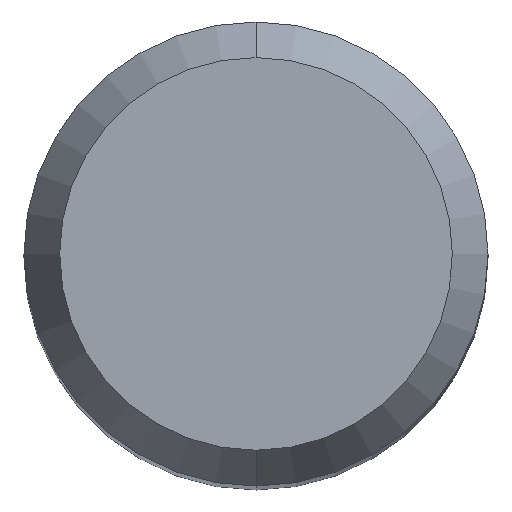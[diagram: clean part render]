
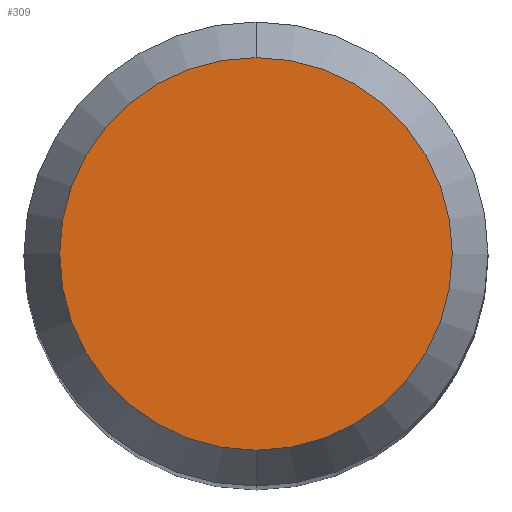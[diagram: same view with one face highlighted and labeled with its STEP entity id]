
A CAD part, top view. The second image highlights one B-rep face of the part: STEP entity #309.
In plain terms, the highlighted planar face has unit normal (0, 0, 1).
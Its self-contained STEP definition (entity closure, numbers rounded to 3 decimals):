
#163=VERTEX_POINT('',#439);
#185=EDGE_CURVE('',#345,#163,#463,.T.);
#213=EDGE_CURVE('',#163,#345,#491,.T.);
#309=ADVANCED_FACE('',(#599),#600,.T.);
#345=VERTEX_POINT('',#639);
#439=CARTESIAN_POINT('',(0.,-2.538,28.779));
#463=CIRCLE('',#770,2.538);
#491=CIRCLE('',#828,2.538);
#599=FACE_OUTER_BOUND('',#1110,.T.);
#600=PLANE('',#1111);
#639=CARTESIAN_POINT('',(0.0,2.538,28.779));
#770=AXIS2_PLACEMENT_3D('',#1369,#1370,#1371);
#828=AXIS2_PLACEMENT_3D('',#1385,#1386,#1387);
#1110=EDGE_LOOP('',(#1522,#1523));
#1111=AXIS2_PLACEMENT_3D('',#1524,#1525,#1526);
#1369=CARTESIAN_POINT('',(0.0,0.0,28.779));
#1370=DIRECTION('',(0.0,0.0,-1.0));
#1371=DIRECTION('',(0.0,1.0,0.0));
#1385=CARTESIAN_POINT('',(0.0,0.0,28.779));
#1386=DIRECTION('',(0.0,0.0,-1.0));
#1387=DIRECTION('',(0.0,1.0,0.0));
#1522=ORIENTED_EDGE('',*,*,#185,.F.);
#1523=ORIENTED_EDGE('',*,*,#213,.F.);
#1524=CARTESIAN_POINT('',(0.0,1.269,28.779));
#1525=DIRECTION('',(-0.0,0.0,1.0));
#1526=DIRECTION('',(0.0,-1.0,0.0));
